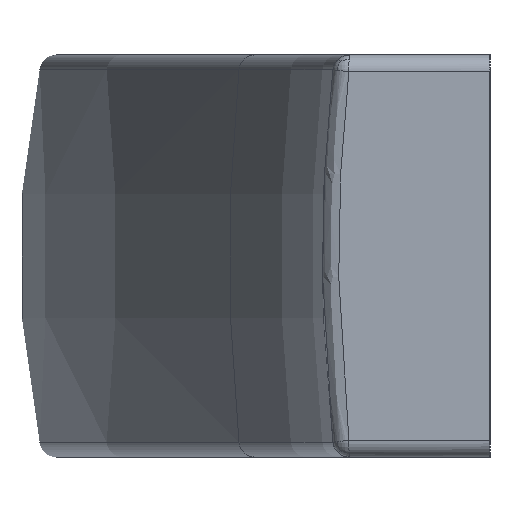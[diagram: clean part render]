
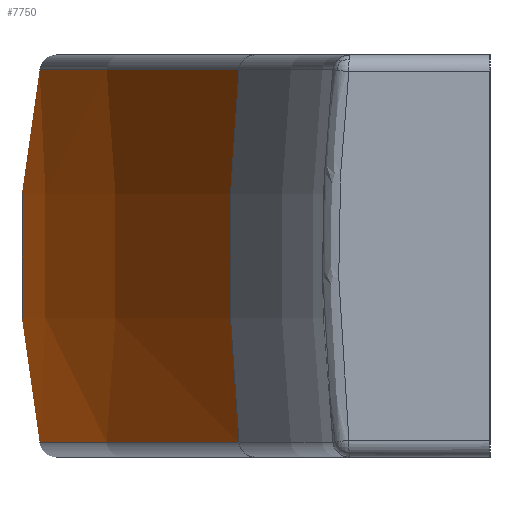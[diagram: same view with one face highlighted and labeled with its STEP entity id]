
A CAD part, left-side view. The second image highlights one B-rep face of the part: STEP entity #7750.
In plain terms, the highlighted toroidal (fillet/blend) face has major radius 50 mm and minor radius 100 mm.
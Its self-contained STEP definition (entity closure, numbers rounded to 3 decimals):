
#7320=CARTESIAN_POINT('',(0.,-122.,0.
));
#7330=DIRECTION('',(0.,0.,-1.));
#7340=DIRECTION('',(0.,1.,0.));
#7350=AXIS2_PLACEMENT_3D('',#7320,#7330,#7340);
#7360=DEGENERATE_TOROIDAL_SURFACE('',#7350,50.,100.,.T.);
#7370=CARTESIAN_POINT('',(19.946,-76.151,0.));
#7380=DIRECTION('',(0.917,-0.399,0.));
#7390=DIRECTION('',(0.399,0.917,0.));
#7400=AXIS2_PLACEMENT_3D('',#7370,#7380,#7390);
#7410=CIRCLE('',#7400,100.);
#7420=CARTESIAN_POINT('',(59.59,14.981,
-11.111));
#7430=VERTEX_POINT('',#7420);
#7440=CARTESIAN_POINT('',(59.59,14.981,
11.111));
#7450=VERTEX_POINT('',#7440);
#7460=EDGE_CURVE('',#7430,#7450,#7410,.T.);
#7470=ORIENTED_EDGE('',*,*,#7460,.F.);
#7480=CARTESIAN_POINT('',(0.,-122.,11.111));
#7490=DIRECTION('',(0.,0.,-1.));
#7500=DIRECTION('',(-1.,0.,0.));
#7510=AXIS2_PLACEMENT_3D('',#7480,#7490,#7500);
#7520=CIRCLE('',#7510,149.381);
#7530=CARTESIAN_POINT('',(-59.59,14.981,
11.111));
#7540=VERTEX_POINT('',#7530);
#7550=EDGE_CURVE('',#7540,#7450,#7520,.T.);
#7560=ORIENTED_EDGE('',*,*,#7550,.T.);
#7570=CARTESIAN_POINT('',(-19.946,-76.151,0.));
#7580=DIRECTION('',(0.917,0.399,0.));
#7590=DIRECTION('',(-0.399,0.917,0.));
#7600=AXIS2_PLACEMENT_3D('',#7570,#7580,#7590);
#7610=CIRCLE('',#7600,100.);
#7620=CARTESIAN_POINT('',(-59.59,14.981,
-11.111));
#7630=VERTEX_POINT('',#7620);
#7640=EDGE_CURVE('',#7630,#7540,#7610,.T.);
#7650=ORIENTED_EDGE('',*,*,#7640,.T.);
#7660=CARTESIAN_POINT('',(0.,-122.,-11.111))
;
#7670=DIRECTION('',(0.,0.,1.));
#7680=DIRECTION('',(1.,0.,0.));
#7690=AXIS2_PLACEMENT_3D('',#7660,#7670,#7680);
#7700=CIRCLE('',#7690,149.381);
#7710=EDGE_CURVE('',#7430,#7630,#7700,.T.);
#7720=ORIENTED_EDGE('',*,*,#7710,.T.);
#7730=EDGE_LOOP('',(#7720,#7650,#7560,#7470));
#7740=FACE_OUTER_BOUND('',#7730,.T.);
#7750=ADVANCED_FACE('',(#7740),#7360,.T.);
